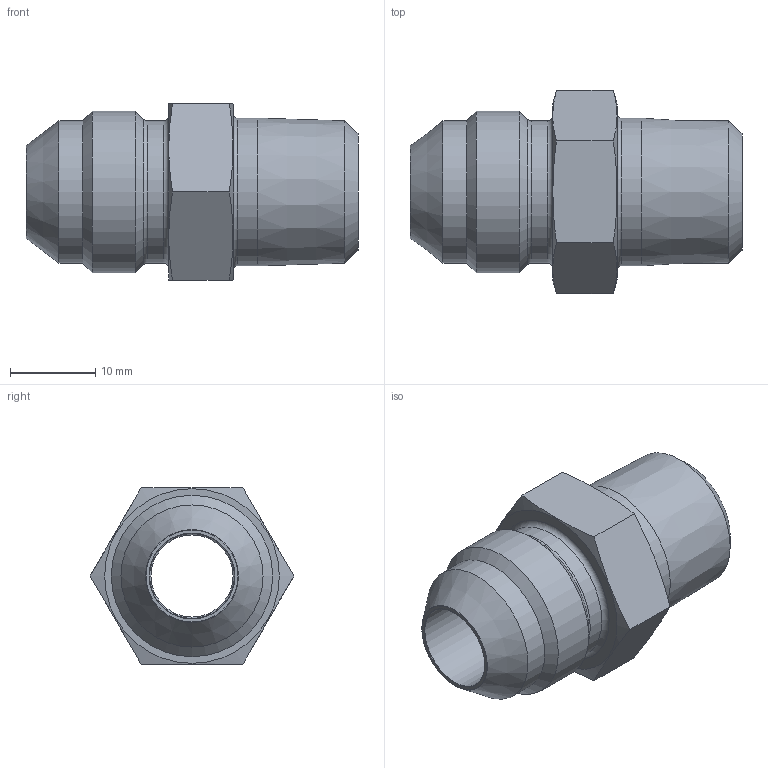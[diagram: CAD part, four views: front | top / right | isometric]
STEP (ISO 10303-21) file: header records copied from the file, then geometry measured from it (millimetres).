
FILE_DESCRIPTION(/* description */ (''),/* implementation_level */ '2;1');
FILE_NAME(/* name */ '8 FTX_TFD_Cust.stp',/* time_stamp */ '2018-02-27T08:46:07-05:00',/* author */ ('bb26455'),/* organization */ ('Parker Hannifin Corp., Tube Fittings Division'),/* preprocessor_version */ 'ST-DEVELOPER v16.1',/* originating_system */ 'Autodesk Inventor 2016',/* authorisation */ '');
FILE_SCHEMA (('AUTOMOTIVE_DESIGN { 1 0 10303 214 3 1 1 }'));
Length unit declared in the file: centimetre
Products named in the file (1): 8 FTX_TFD_Cust
Bounding box: 38.86 x 23.83 x 20.64 mm (x, y, z)
Volume: 6688.7 mm3; surface area: 3873 mm2
Topology: 1 solids, 1 shells, 31 faces, 70 edges, 43 vertices
Faces by surface type: cone 11, plane 10, cylinder 6, torus 4
Full cylindrical faces by diameter (mm): 9.931 x1, 10.312 x1, 16.637 x2, 17.299 x1, 18.893 x1
Entity records: 746 total; most frequent: CARTESIAN_POINT 134, DIRECTION 118, ORIENTED_EDGE 84, EDGE_LOOP 56, AXIS2_PLACEMENT_3D 56, EDGE_CURVE 42, VERTEX_POINT 36, STYLED_ITEM 32
